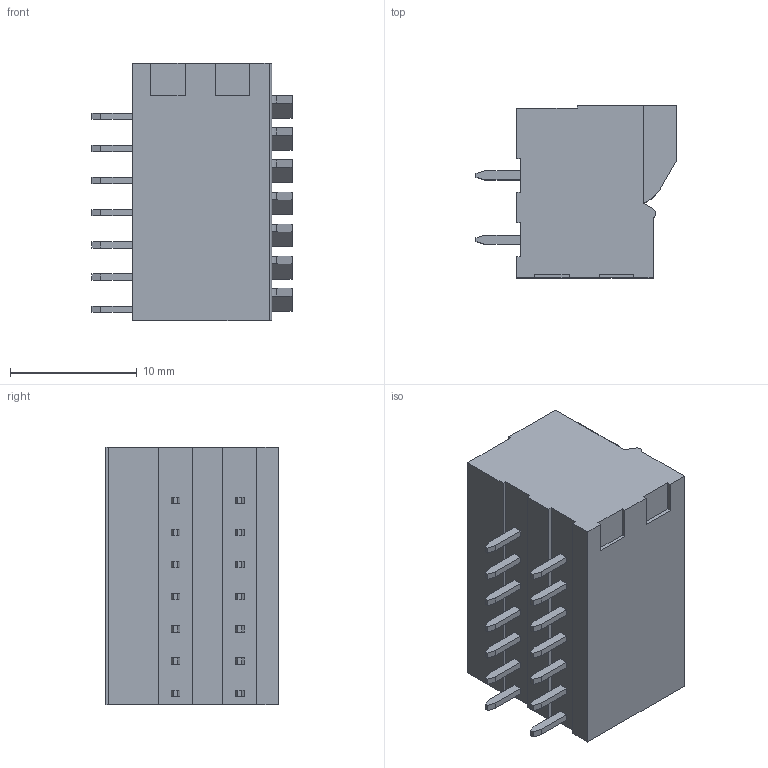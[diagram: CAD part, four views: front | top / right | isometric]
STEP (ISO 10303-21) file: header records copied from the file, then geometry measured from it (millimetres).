
FILE_DESCRIPTION((''),'2;1');
FILE_NAME('7','2020-06-04T',('P'),(''),'PRO/ENGINEER BY PARAMETRIC TECHNOLOGY CORPORATION, 2010280','PRO/ENGINEER BY PARAMETRIC TECHNOLOGY CORPORATION, 2010280','');
FILE_SCHEMA(('CONFIG_CONTROL_DESIGN'));
Length unit declared in the file: millimetre
Products named in the file (1): 7
Bounding box: 15.8 x 13.6 x 20.32 mm (x, y, z)
Volume: 2810.2 mm3; surface area: 1986.4 mm2
Topology: 1 solids, 1 shells, 377 faces, 1034 edges, 687 vertices
Faces by surface type: plane 313, cylinder 36, cone 14, bspline 14
Entity records: 12264 total; most frequent: CARTESIAN_POINT 2616, ORIENTED_EDGE 2068, DIRECTION 1846, EDGE_CURVE 1034, VECTOR 892, LINE 892, VERTEX_POINT 687, AXIS2_PLACEMENT_3D 477
